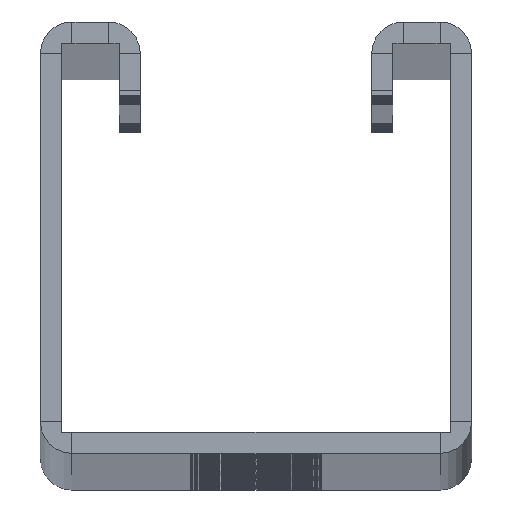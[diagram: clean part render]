
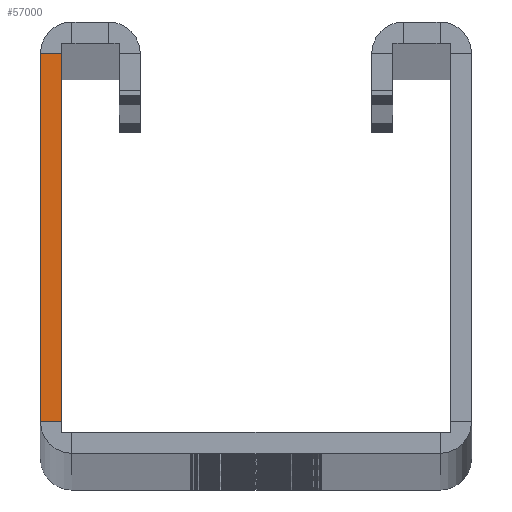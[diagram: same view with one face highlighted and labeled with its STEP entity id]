
A CAD part, top view. The second image highlights one B-rep face of the part: STEP entity #57000.
In plain terms, the highlighted planar face has unit normal (0, 0, 1).
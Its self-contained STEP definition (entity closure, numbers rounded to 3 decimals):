
#2184 = VECTOR ( 'NONE', #37566, 1000. ) ;
#4731 = LINE ( 'NONE', #31621, #2184 ) ;
#5507 = ORIENTED_EDGE ( 'NONE', *, *, #64430, .F. ) ;
#11346 = CARTESIAN_POINT ( 'NONE',  ( -18.5, 38., 0. ) ) ;
#13495 = CARTESIAN_POINT ( 'NONE',  ( -20.5, 38., 0. ) ) ;
#13499 = LINE ( 'NONE', #18109, #20376 ) ;
#14451 = VERTEX_POINT ( 'NONE', #13495 ) ;
#16674 = AXIS2_PLACEMENT_3D ( 'NONE', #43798, #60262, #70741 ) ;
#17155 = CARTESIAN_POINT ( 'NONE',  ( -20.5, 0., 0. ) ) ;
#18109 = CARTESIAN_POINT ( 'NONE',  ( -18.5, 0., 0. ) ) ;
#18890 = CARTESIAN_POINT ( 'NONE',  ( -20.5, 3., 0. ) ) ;
#20376 = VECTOR ( 'NONE', #67310, 1000. ) ;
#20519 = EDGE_LOOP ( 'NONE', ( #5507, #30802, #41111, #48522 ) ) ;
#22639 = CARTESIAN_POINT ( 'NONE',  ( -18.5, 3., 0. ) ) ;
#25047 = VERTEX_POINT ( 'NONE', #22639 ) ;
#26627 = PLANE ( 'NONE',  #16674 ) ;
#30802 = ORIENTED_EDGE ( 'NONE', *, *, #56595, .T. ) ;
#31357 = EDGE_CURVE ( 'NONE', #25047, #66117, #13499, .T. ) ;
#31621 = CARTESIAN_POINT ( 'NONE',  ( -18.5, 38., 0. ) ) ;
#32575 = DIRECTION ( 'NONE',  ( 1., 0., 0. ) ) ;
#36246 = LINE ( 'NONE', #17155, #60997 ) ;
#37566 = DIRECTION ( 'NONE',  ( -1., 0., 0. ) ) ;
#38913 = DIRECTION ( 'NONE',  ( 0., 1., 0. ) ) ;
#41111 = ORIENTED_EDGE ( 'NONE', *, *, #31357, .T. ) ;
#42806 = VERTEX_POINT ( 'NONE', #18890 ) ;
#43798 = CARTESIAN_POINT ( 'NONE',  ( -17.5, 2., 0. ) ) ;
#48522 = ORIENTED_EDGE ( 'NONE', *, *, #55629, .T. ) ;
#48835 = CARTESIAN_POINT ( 'NONE',  ( -20.5, 3., 0. ) ) ;
#51731 = LINE ( 'NONE', #48835, #54211 ) ;
#53312 = FACE_OUTER_BOUND ( 'NONE', #20519, .T. ) ;
#54211 = VECTOR ( 'NONE', #32575, 1000. ) ;
#55629 = EDGE_CURVE ( 'NONE', #66117, #14451, #4731, .T. ) ;
#56595 = EDGE_CURVE ( 'NONE', #42806, #25047, #51731, .T. ) ;
#57000 = ADVANCED_FACE ( 'NONE', ( #53312 ), #26627, .T. ) ;
#60262 = DIRECTION ( 'NONE',  ( 0., 0., 1. ) ) ;
#60997 = VECTOR ( 'NONE', #38913, 1000. ) ;
#64430 = EDGE_CURVE ( 'NONE', #42806, #14451, #36246, .T. ) ;
#66117 = VERTEX_POINT ( 'NONE', #11346 ) ;
#67310 = DIRECTION ( 'NONE',  ( 0., 1., 0. ) ) ;
#70741 = DIRECTION ( 'NONE',  ( 1., 0., 0. ) ) ;
